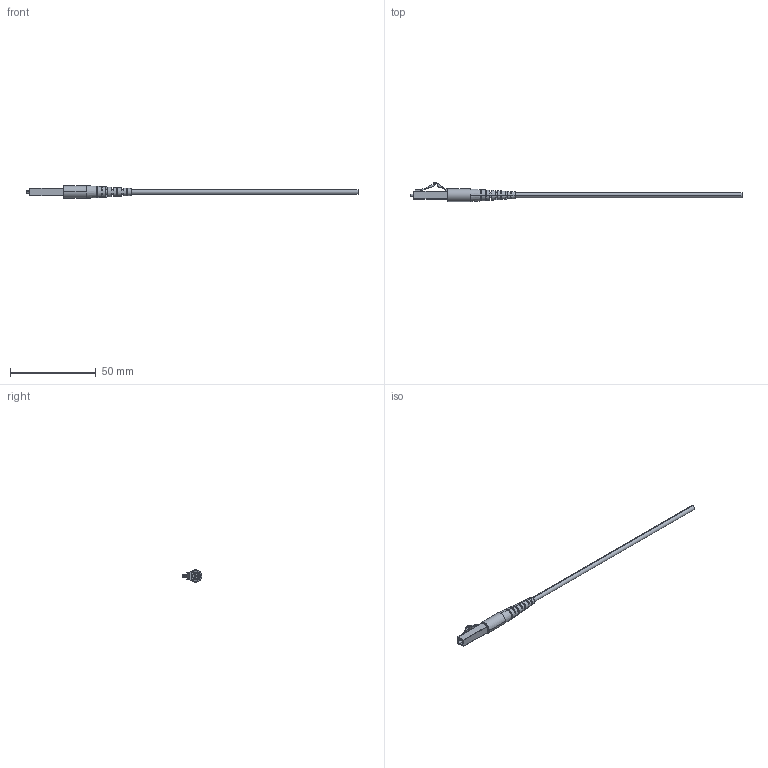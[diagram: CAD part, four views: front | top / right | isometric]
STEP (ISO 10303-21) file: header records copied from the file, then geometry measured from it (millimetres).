
FILE_DESCRIPTION (( 'STEP AP214' ), '1' );
FILE_NAME ('FPT3OM1-LC.STEP', '2012-11-06T16:48:29', ( 'x' ), ( '' ), 'SwSTEP 2.0', 'SolidWorks 2012', '' );
FILE_SCHEMA (( 'AUTOMOTIVE_DESIGN' ));
Length unit declared in the file: inch
Products named in the file (5): CONN-LC3-020-1; CONN-LC3-020-1-MA1; CONN-LC3-020-1-MA2; 1AL06-096; FPT3OM1-LC
Assembly tree (4 placements, depth 3):
  FPT3OM1-LC
    1AL06-096
    CONN-LC3-020-1
      CONN-LC3-020-1-MA2
      CONN-LC3-020-1-MA1
Bounding box: 193.29 x 11.17 x 7.37 mm (x, y, z)
Volume: 1909.5 mm3; surface area: 3468 mm2
Topology: 4 solids, 4 shells, 165 faces, 457 edges, 290 vertices
Faces by surface type: plane 108, cylinder 32, cone 18, sphere 4, torus 2, bspline 1
Entity records: 6323 total; most frequent: CARTESIAN_POINT 1283, ORIENTED_EDGE 906, DIRECTION 903, EDGE_CURVE 453, AXIS2_PLACEMENT_3D 336, VERTEX_POINT 290, LINE 231, VECTOR 231
